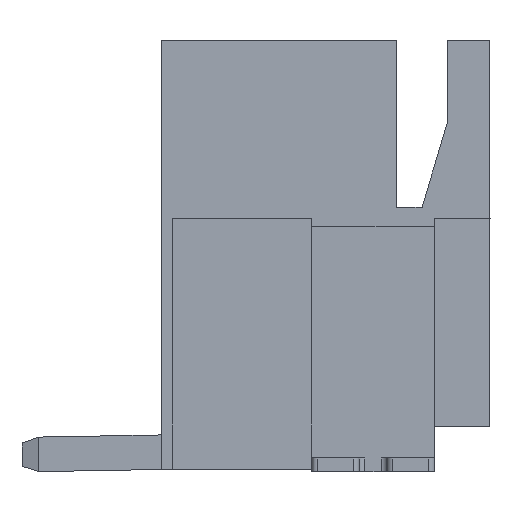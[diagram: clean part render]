
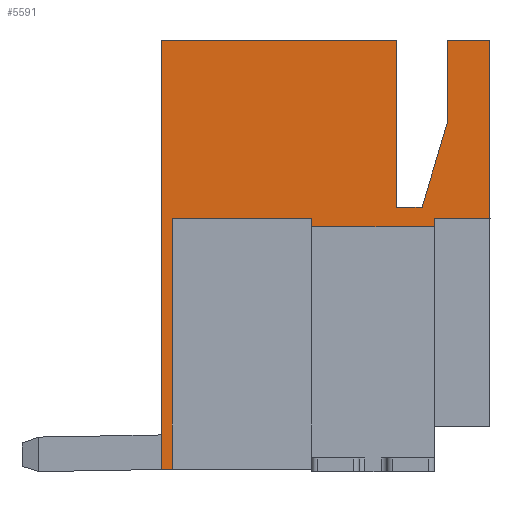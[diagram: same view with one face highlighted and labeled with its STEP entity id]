
A CAD part, left-side view. The second image highlights one B-rep face of the part: STEP entity #5591.
In plain terms, the highlighted planar face has unit normal (-1, 0, 0).
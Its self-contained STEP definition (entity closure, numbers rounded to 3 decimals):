
#161=FACE_OUTER_BOUND('',#467,.T.);
#467=EDGE_LOOP('',(#3770,#3771,#3772,#3773,#3774,#3775,#3776,#3777,#3778,
#3779,#3780,#3781,#3782,#3783,#3784,#3785,#3786));
#813=LINE('',#7854,#1577);
#821=LINE('',#7871,#1585);
#825=LINE('',#7879,#1589);
#834=LINE('',#7896,#1598);
#848=LINE('',#7924,#1612);
#849=LINE('',#7926,#1613);
#850=LINE('',#7928,#1614);
#851=LINE('',#7930,#1615);
#852=LINE('',#7932,#1616);
#853=LINE('',#7934,#1617);
#854=LINE('',#7936,#1618);
#855=LINE('',#7938,#1619);
#856=LINE('',#7940,#1620);
#857=LINE('',#7942,#1621);
#858=LINE('',#7944,#1622);
#859=LINE('',#7946,#1623);
#860=LINE('',#7947,#1624);
#1577=VECTOR('',#6339,10.);
#1585=VECTOR('',#6355,10.);
#1589=VECTOR('',#6361,10.);
#1598=VECTOR('',#6376,10.);
#1612=VECTOR('',#6394,10.);
#1613=VECTOR('',#6395,10.);
#1614=VECTOR('',#6396,10.);
#1615=VECTOR('',#6397,10.);
#1616=VECTOR('',#6398,10.);
#1617=VECTOR('',#6399,10.);
#1618=VECTOR('',#6400,10.);
#1619=VECTOR('',#6401,10.);
#1620=VECTOR('',#6402,10.);
#1621=VECTOR('',#6403,10.);
#1622=VECTOR('',#6404,10.);
#1623=VECTOR('',#6405,10.);
#1624=VECTOR('',#6406,10.);
#2329=VERTEX_POINT('',#7851);
#2330=VERTEX_POINT('',#7853);
#2334=VERTEX_POINT('',#7869);
#2335=VERTEX_POINT('',#7870);
#2338=VERTEX_POINT('',#7878);
#2355=VERTEX_POINT('',#7923);
#2356=VERTEX_POINT('',#7925);
#2357=VERTEX_POINT('',#7927);
#2358=VERTEX_POINT('',#7929);
#2359=VERTEX_POINT('',#7931);
#2360=VERTEX_POINT('',#7933);
#2361=VERTEX_POINT('',#7935);
#2362=VERTEX_POINT('',#7937);
#2363=VERTEX_POINT('',#7939);
#2364=VERTEX_POINT('',#7941);
#2365=VERTEX_POINT('',#7943);
#2366=VERTEX_POINT('',#7945);
#2877=EDGE_CURVE('',#2330,#2329,#813,.T.);
#2885=EDGE_CURVE('',#2334,#2335,#821,.T.);
#2889=EDGE_CURVE('',#2338,#2334,#825,.T.);
#2898=EDGE_CURVE('',#2329,#2338,#834,.T.);
#2912=EDGE_CURVE('',#2355,#2335,#848,.T.);
#2913=EDGE_CURVE('',#2356,#2355,#849,.T.);
#2914=EDGE_CURVE('',#2356,#2357,#850,.T.);
#2915=EDGE_CURVE('',#2357,#2358,#851,.T.);
#2916=EDGE_CURVE('',#2358,#2359,#852,.T.);
#2917=EDGE_CURVE('',#2359,#2360,#853,.T.);
#2918=EDGE_CURVE('',#2360,#2361,#854,.T.);
#2919=EDGE_CURVE('',#2361,#2362,#855,.T.);
#2920=EDGE_CURVE('',#2362,#2363,#856,.T.);
#2921=EDGE_CURVE('',#2363,#2364,#857,.T.);
#2922=EDGE_CURVE('',#2364,#2365,#858,.T.);
#2923=EDGE_CURVE('',#2365,#2366,#859,.T.);
#2924=EDGE_CURVE('',#2330,#2366,#860,.T.);
#3770=ORIENTED_EDGE('',*,*,#2877,.T.);
#3771=ORIENTED_EDGE('',*,*,#2898,.T.);
#3772=ORIENTED_EDGE('',*,*,#2889,.T.);
#3773=ORIENTED_EDGE('',*,*,#2885,.T.);
#3774=ORIENTED_EDGE('',*,*,#2912,.F.);
#3775=ORIENTED_EDGE('',*,*,#2913,.F.);
#3776=ORIENTED_EDGE('',*,*,#2914,.T.);
#3777=ORIENTED_EDGE('',*,*,#2915,.T.);
#3778=ORIENTED_EDGE('',*,*,#2916,.T.);
#3779=ORIENTED_EDGE('',*,*,#2917,.T.);
#3780=ORIENTED_EDGE('',*,*,#2918,.T.);
#3781=ORIENTED_EDGE('',*,*,#2919,.T.);
#3782=ORIENTED_EDGE('',*,*,#2920,.T.);
#3783=ORIENTED_EDGE('',*,*,#2921,.T.);
#3784=ORIENTED_EDGE('',*,*,#2922,.T.);
#3785=ORIENTED_EDGE('',*,*,#2923,.T.);
#3786=ORIENTED_EDGE('',*,*,#2924,.F.);
#5313=PLANE('',#5922);
#5591=ADVANCED_FACE('',(#161),#5313,.T.);
#5922=AXIS2_PLACEMENT_3D('',#7922,#6392,#6393);
#6339=DIRECTION('',(0.,0.,-1.));
#6355=DIRECTION('',(0.,0.,1.));
#6361=DIRECTION('',(0.,1.,0.));
#6376=DIRECTION('',(0.,0.287,-0.958));
#6392=DIRECTION('center_axis',(-1.,0.,0.));
#6393=DIRECTION('ref_axis',(0.,-1.,0.));
#6394=DIRECTION('',(0.,-1.,0.));
#6395=DIRECTION('',(0.,0.,1.));
#6396=DIRECTION('',(0.,-1.,0.));
#6397=DIRECTION('',(0.,0.,1.));
#6398=DIRECTION('',(0.,-1.,0.));
#6399=DIRECTION('',(0.,0.,-1.));
#6400=DIRECTION('',(0.,-1.,0.));
#6401=DIRECTION('',(0.,-0.423,0.906));
#6402=DIRECTION('',(0.,-1.,0.));
#6403=DIRECTION('',(0.,0.,1.));
#6404=DIRECTION('',(0.,-1.,0.));
#6405=DIRECTION('',(0.,0.,1.));
#6406=DIRECTION('',(0.,-1.,0.));
#7851=CARTESIAN_POINT('',(-11.25,-2.08,6.2));
#7853=CARTESIAN_POINT('',(-11.25,-2.08,7.7));
#7854=CARTESIAN_POINT('',(-11.25,-2.08,3.85));
#7869=CARTESIAN_POINT('',(-11.25,-1.18,4.7));
#7870=CARTESIAN_POINT('',(-11.25,-1.18,7.7));
#7871=CARTESIAN_POINT('',(-11.25,-1.18,2.35));
#7878=CARTESIAN_POINT('',(-11.25,-1.63,4.7));
#7879=CARTESIAN_POINT('',(-11.25,0.71,4.7));
#7896=CARTESIAN_POINT('',(-11.25,-1.015,2.65));
#7922=CARTESIAN_POINT('Origin',(-11.25,3.05,0.));
#7923=CARTESIAN_POINT('',(-11.25,3.05,7.7));
#7924=CARTESIAN_POINT('',(-11.25,2.85,7.7));
#7925=CARTESIAN_POINT('',(-11.25,3.05,0.));
#7926=CARTESIAN_POINT('',(-11.25,3.05,0.));
#7927=CARTESIAN_POINT('',(-11.25,2.85,0.));
#7928=CARTESIAN_POINT('',(-11.25,2.85,0.));
#7929=CARTESIAN_POINT('',(-11.25,2.85,4.5));
#7930=CARTESIAN_POINT('',(-11.25,2.85,0.));
#7931=CARTESIAN_POINT('',(-11.25,0.35,4.5));
#7932=CARTESIAN_POINT('',(-11.25,2.325,4.5));
#7933=CARTESIAN_POINT('',(-11.25,0.35,0.));
#7934=CARTESIAN_POINT('',(-11.25,0.35,0.));
#7935=CARTESIAN_POINT('',(-11.25,-0.995,0.));
#7936=CARTESIAN_POINT('',(-11.25,2.85,0.));
#7937=CARTESIAN_POINT('',(-11.25,-1.35,0.76));
#7938=CARTESIAN_POINT('',(-11.25,-0.634,-0.775));
#7939=CARTESIAN_POINT('',(-11.25,-1.85,0.76));
#7940=CARTESIAN_POINT('',(-11.25,0.85,0.76));
#7941=CARTESIAN_POINT('',(-11.25,-1.85,4.5));
#7942=CARTESIAN_POINT('',(-11.25,-1.85,0.));
#7943=CARTESIAN_POINT('',(-11.25,-2.85,4.5));
#7944=CARTESIAN_POINT('',(-11.25,0.35,4.5));
#7945=CARTESIAN_POINT('',(-11.25,-2.85,7.7));
#7946=CARTESIAN_POINT('',(-11.25,-2.85,0.));
#7947=CARTESIAN_POINT('',(-11.25,2.85,7.7));
